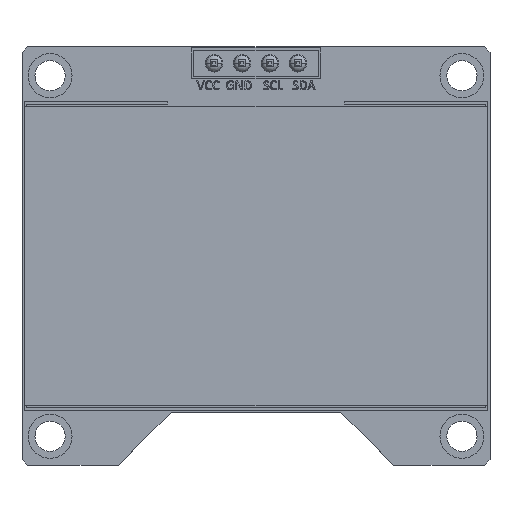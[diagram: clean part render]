
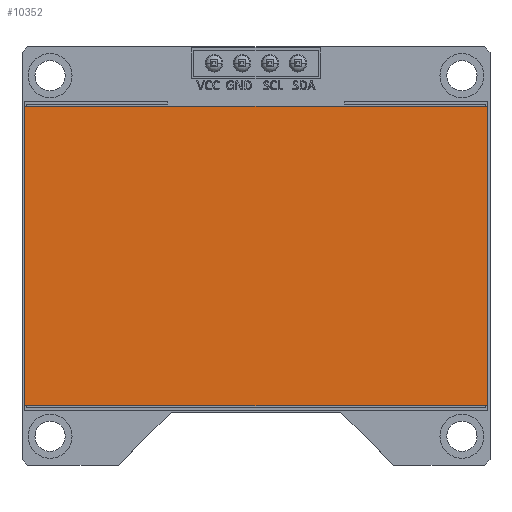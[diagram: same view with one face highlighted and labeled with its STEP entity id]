
A CAD part, top view. The second image highlights one B-rep face of the part: STEP entity #10352.
In plain terms, the highlighted planar face has unit normal (0, 0, 1).
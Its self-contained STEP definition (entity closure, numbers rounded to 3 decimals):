
#209 = CARTESIAN_POINT ( 'NONE',  ( -21., 13.6, 3.1 ) ) ;
#499 = VERTEX_POINT ( 'NONE', #11602 ) ;
#601 = CARTESIAN_POINT ( 'NONE',  ( 21., -13.6, 3.1 ) ) ;
#1312 = DIRECTION ( 'NONE',  ( 1., 0., 0. ) ) ;
#1893 = ORIENTED_EDGE ( 'NONE', *, *, #12538, .T. ) ;
#2067 = VECTOR ( 'NONE', #11000, 1000. ) ;
#2770 = EDGE_CURVE ( 'NONE', #4954, #15082, #6691, .T. ) ;
#2870 = VECTOR ( 'NONE', #15795, 1000. ) ;
#3067 = EDGE_CURVE ( 'NONE', #499, #11606, #13808, .T. ) ;
#3100 = ORIENTED_EDGE ( 'NONE', *, *, #3067, .T. ) ;
#3424 = CARTESIAN_POINT ( 'NONE',  ( -21., -13.6, 3.1 ) ) ;
#4556 = CARTESIAN_POINT ( 'NONE',  ( 21., 13.6, 3.1 ) ) ;
#4954 = VERTEX_POINT ( 'NONE', #6292 ) ;
#5079 = ORIENTED_EDGE ( 'NONE', *, *, #12220, .T. ) ;
#5692 = CARTESIAN_POINT ( 'NONE',  ( -21., 13.6, 3.1 ) ) ;
#6292 = CARTESIAN_POINT ( 'NONE',  ( 21., 13.6, 3.1 ) ) ;
#6691 = LINE ( 'NONE', #209, #2870 ) ;
#7816 = AXIS2_PLACEMENT_3D ( 'NONE', #12980, #15451, #1312 ) ;
#7841 = VECTOR ( 'NONE', #11104, 1000. ) ;
#7929 = ORIENTED_EDGE ( 'NONE', *, *, #2770, .T. ) ;
#8870 = EDGE_LOOP ( 'NONE', ( #5079, #3100, #1893, #7929 ) ) ;
#9737 = VECTOR ( 'NONE', #12239, 1000. ) ;
#10352 = ADVANCED_FACE ( 'NONE', ( #13787 ), #12515, .T. ) ;
#11000 = DIRECTION ( 'NONE',  ( 1., 0., 0. ) ) ;
#11104 = DIRECTION ( 'NONE',  ( 0., 1., 0. ) ) ;
#11602 = CARTESIAN_POINT ( 'NONE',  ( -21., -13.6, 3.1 ) ) ;
#11606 = VERTEX_POINT ( 'NONE', #601 ) ;
#12220 = EDGE_CURVE ( 'NONE', #15082, #499, #13511, .T. ) ;
#12239 = DIRECTION ( 'NONE',  ( 0., -1., 0. ) ) ;
#12378 = LINE ( 'NONE', #4556, #7841 ) ;
#12515 = PLANE ( 'NONE',  #7816 ) ;
#12538 = EDGE_CURVE ( 'NONE', #11606, #4954, #12378, .T. ) ;
#12980 = CARTESIAN_POINT ( 'NONE',  ( 0., 0., 3.1 ) ) ;
#13511 = LINE ( 'NONE', #5692, #9737 ) ;
#13725 = CARTESIAN_POINT ( 'NONE',  ( -21., 13.6, 3.1 ) ) ;
#13787 = FACE_OUTER_BOUND ( 'NONE', #8870, .T. ) ;
#13808 = LINE ( 'NONE', #3424, #2067 ) ;
#15082 = VERTEX_POINT ( 'NONE', #13725 ) ;
#15451 = DIRECTION ( 'NONE',  ( 0., 0., 1. ) ) ;
#15795 = DIRECTION ( 'NONE',  ( -1., 0., 0. ) ) ;
